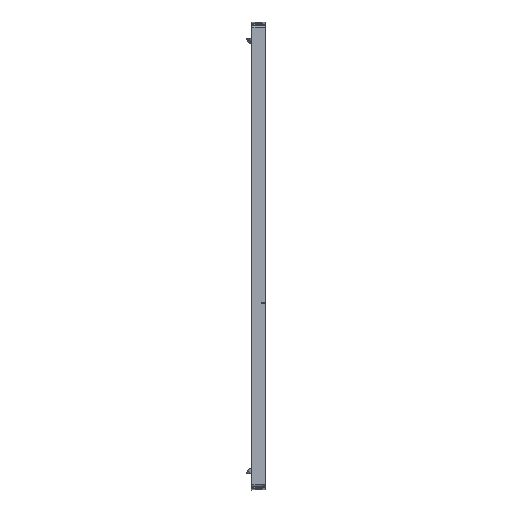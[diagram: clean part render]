
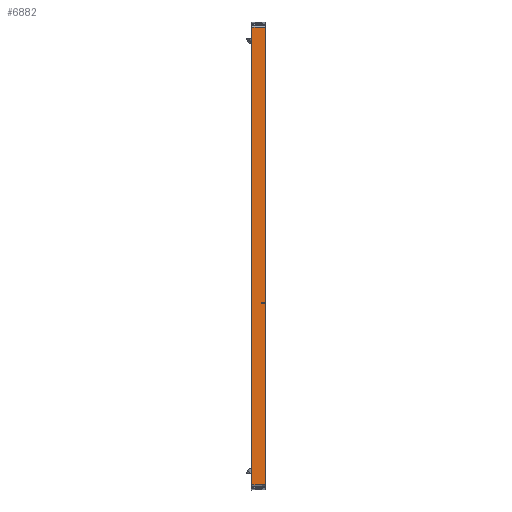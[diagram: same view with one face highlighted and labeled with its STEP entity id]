
A CAD part, front view. The second image highlights one B-rep face of the part: STEP entity #6882.
In plain terms, the highlighted planar face has unit normal (0.035, -0.999, 0).
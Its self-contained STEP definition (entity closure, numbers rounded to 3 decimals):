
#1850=DIRECTION('',(0.999,0.035,0.));
#1851=VECTOR('',#1850,28.983);
#1852=CARTESIAN_POINT('',(1.035,-533.607,214.5));
#1853=LINE('',#1852,#1851);
#1858=DIRECTION('',(0.,0.,1.));
#1859=VECTOR('',#1858,979.);
#1860=CARTESIAN_POINT('',(30.,-532.596,-764.5));
#1861=LINE('',#1860,#1859);
#1862=DIRECTION('',(0.,0.,1.));
#1863=VECTOR('',#1862,979.);
#1864=CARTESIAN_POINT('',(1.035,-533.607,-764.5));
#1865=LINE('',#1864,#1863);
#2651=DIRECTION('',(-0.999,-0.035,0.));
#2652=VECTOR('',#2651,28.983);
#2653=CARTESIAN_POINT('',(30.,-532.596,-764.5));
#2654=LINE('',#2653,#2652);
#4239=CARTESIAN_POINT('',(30.,-532.596,214.5));
#4240=VERTEX_POINT('',#4239);
#4241=CARTESIAN_POINT('',(30.,-532.596,-764.5));
#4242=VERTEX_POINT('',#4241);
#4265=CARTESIAN_POINT('',(1.035,-533.607,214.5));
#4266=VERTEX_POINT('',#4265);
#4267=CARTESIAN_POINT('',(1.035,-533.607,-764.5));
#4268=VERTEX_POINT('',#4267);
#6869=CARTESIAN_POINT('',(4.1,-533.5,-24.5));
#6870=DIRECTION('',(-0.035,0.999,0.));
#6871=DIRECTION('',(0.,0.,-1.));
#6872=AXIS2_PLACEMENT_3D('',#6869,#6870,#6871);
#6873=PLANE('',#6872);
#6875=ORIENTED_EDGE('',*,*,#6874,.T.);
#6876=ORIENTED_EDGE('',*,*,#6861,.T.);
#6877=ORIENTED_EDGE('',*,*,#5557,.F.);
#6879=ORIENTED_EDGE('',*,*,#6878,.T.);
#6880=EDGE_LOOP('',(#6875,#6876,#6877,#6879));
#6881=FACE_OUTER_BOUND('',#6880,.F.);
#6882=ADVANCED_FACE('',(#6881),#6873,.F.);
#5557=EDGE_CURVE('',#4242,#4240,#1861,.T.);
#6861=EDGE_CURVE('',#4266,#4240,#1853,.T.);
#6874=EDGE_CURVE('',#4268,#4266,#1865,.T.);
#6878=EDGE_CURVE('',#4242,#4268,#2654,.T.);
